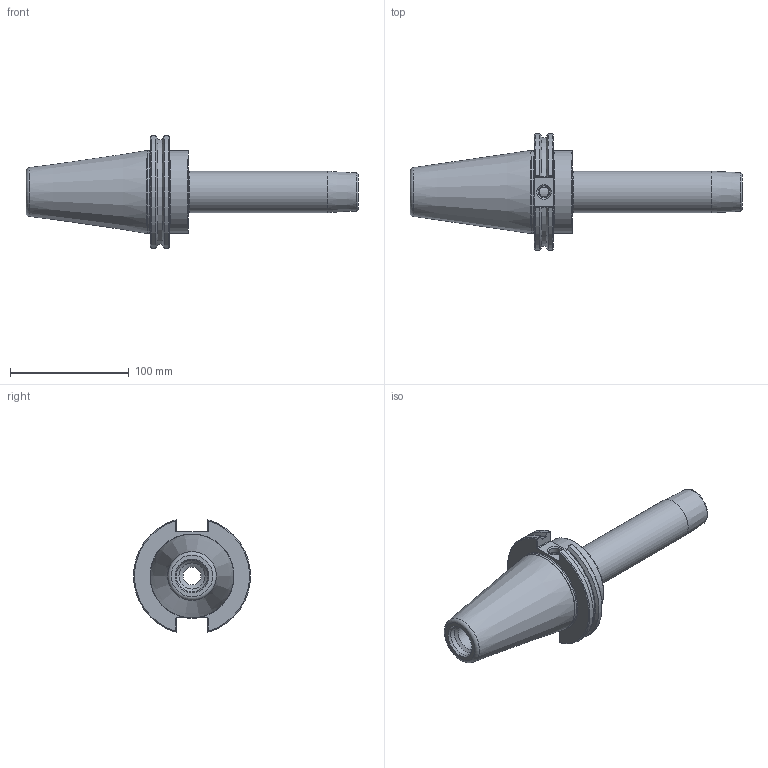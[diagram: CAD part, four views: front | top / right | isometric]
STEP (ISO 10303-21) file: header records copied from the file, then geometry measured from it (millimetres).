
FILE_DESCRIPTION(/* description */ ('SHRINK FIT HOLDER'),/* implementation_level */ '2;1');
FILE_NAME(/* name */ 'C50-62SF7.stp',/* time_stamp */ '2021-07-12T13:55:54-04:00',/* author */ ('jsmall'),/* organization */ (''),/* preprocessor_version */ 'ST-DEVELOPER v17',/* originating_system */ 'Autodesk Inventor 2018',/* authorisation */ '');
FILE_SCHEMA (('AUTOMOTIVE_DESIGN { 1 0 10303 214 3 1 1 }'));
Length unit declared in the file: inch
Products named in the file (2): C50-62SF7; C50-62SF7_1
Assembly tree (1 placements, depth 2):
  C50-62SF7
    C50-62SF7_1
Bounding box: 279.4 x 98.06 x 94.71 mm (x, y, z)
Volume: 482356.1 mm3; surface area: 70793.9 mm2
Topology: 1 solids, 1 shells, 94 faces, 271 edges, 183 vertices
Faces by surface type: plane 34, cylinder 28, cone 18, bspline 8, torus 6
Full cylindrical faces by diameter (mm): 8 x1, 10.135 x1, 15.088 x1, 15.845 x1, 16.861 x1, 21.971 x1, 26.365 x1, 34.925 x1, 69.342 x1, 69.85 x1
Entity records: 4122 total; most frequent: CARTESIAN_POINT 1538, ORIENTED_EDGE 540, DIRECTION 498, EDGE_CURVE 270, AXIS2_PLACEMENT_3D 198, VERTEX_POINT 183, LINE 102, VECTOR 102
